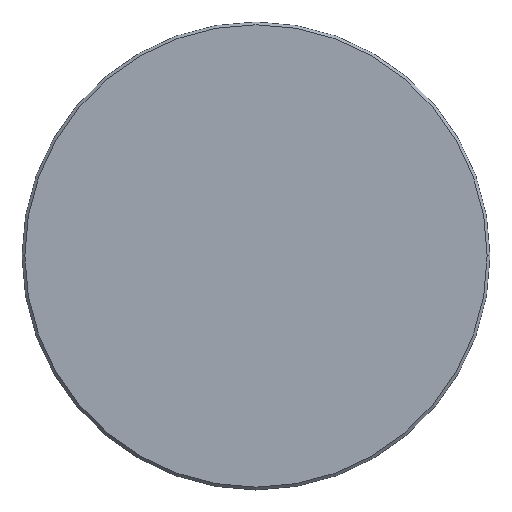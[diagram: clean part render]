
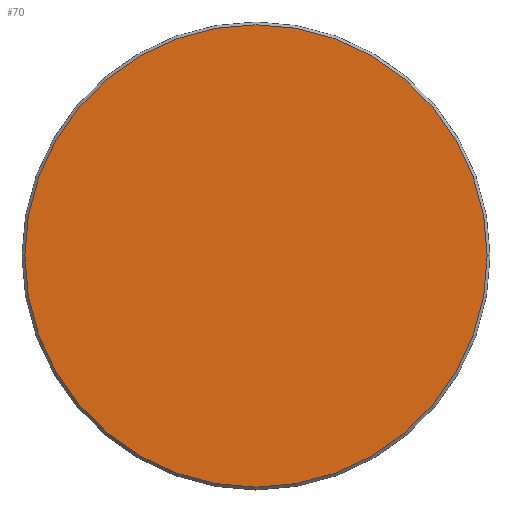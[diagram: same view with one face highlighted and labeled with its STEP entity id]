
A CAD part, top view. The second image highlights one B-rep face of the part: STEP entity #70.
In plain terms, the highlighted planar face has unit normal (0, 0, 1).
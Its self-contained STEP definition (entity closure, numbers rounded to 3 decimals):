
#7 = CARTESIAN_POINT ( 'NONE',  ( 24.7, 0., 3. ) ) ;
#19 = EDGE_CURVE ( 'NONE', #58, #148, #115, .T. ) ;
#22 = DIRECTION ( 'NONE',  ( 1., 0., 0. ) ) ;
#30 = AXIS2_PLACEMENT_3D ( 'NONE', #175, #96, #22 ) ;
#35 = CARTESIAN_POINT ( 'NONE',  ( 0., 0., 3. ) ) ;
#37 = DIRECTION ( 'NONE',  ( 0., 0., 1. ) ) ;
#56 = ORIENTED_EDGE ( 'NONE', *, *, #90, .T. ) ;
#58 = VERTEX_POINT ( 'NONE', #72 ) ;
#70 = ADVANCED_FACE ( 'NONE', ( #167 ), #223, .T. ) ;
#72 = CARTESIAN_POINT ( 'NONE',  ( -24.7, 0., 3. ) ) ;
#90 = EDGE_CURVE ( 'NONE', #148, #58, #212, .T. ) ;
#95 = DIRECTION ( 'NONE',  ( 0., 0., 1. ) ) ;
#96 = DIRECTION ( 'NONE',  ( 0., 0., 1. ) ) ;
#109 = EDGE_LOOP ( 'NONE', ( #124, #56 ) ) ;
#115 = CIRCLE ( 'NONE', #160, 24.7 ) ;
#124 = ORIENTED_EDGE ( 'NONE', *, *, #19, .T. ) ;
#129 = DIRECTION ( 'NONE',  ( 1., 0., 0. ) ) ;
#148 = VERTEX_POINT ( 'NONE', #7 ) ;
#154 = DIRECTION ( 'NONE',  ( 1., 0., 0. ) ) ;
#160 = AXIS2_PLACEMENT_3D ( 'NONE', #184, #95, #129 ) ;
#167 = FACE_OUTER_BOUND ( 'NONE', #109, .T. ) ;
#175 = CARTESIAN_POINT ( 'NONE',  ( 0., 0., 3. ) ) ;
#184 = CARTESIAN_POINT ( 'NONE',  ( 0., 0., 3. ) ) ;
#212 = CIRCLE ( 'NONE', #30, 24.7 ) ;
#219 = AXIS2_PLACEMENT_3D ( 'NONE', #35, #37, #154 ) ;
#223 = PLANE ( 'NONE',  #219 ) ;
